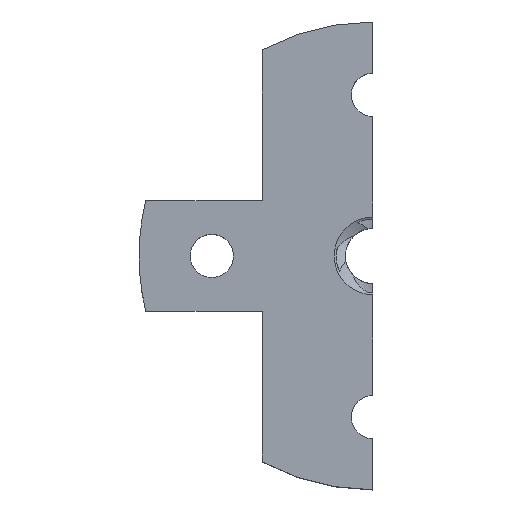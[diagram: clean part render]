
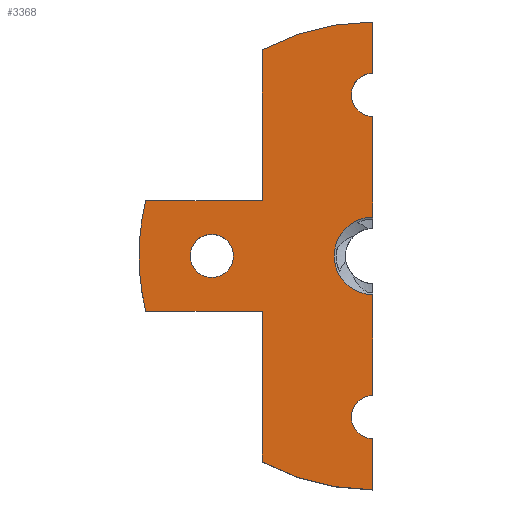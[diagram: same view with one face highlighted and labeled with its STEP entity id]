
A CAD part, top view. The second image highlights one B-rep face of the part: STEP entity #3368.
In plain terms, the highlighted planar face has unit normal (0, 0, 1).
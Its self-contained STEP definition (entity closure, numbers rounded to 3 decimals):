
#30 = EDGE_CURVE ( 'NONE', #3116, #108, #1528, .T. ) ;
#68 = CARTESIAN_POINT ( 'NONE',  ( -16.958, 0., 13.684 ) ) ;
#71 = AXIS2_PLACEMENT_3D ( 'NONE', #189, #4455, #5374 ) ;
#82 = ORIENTED_EDGE ( 'NONE', *, *, #201, .F. ) ;
#108 = VERTEX_POINT ( 'NONE', #4328 ) ;
#185 = LINE ( 'NONE', #2878, #3801 ) ;
#189 = CARTESIAN_POINT ( 'NONE',  ( 0.542, 0., 13.684 ) ) ;
#192 = AXIS2_PLACEMENT_3D ( 'NONE', #1009, #2015, #1551 ) ;
#201 = EDGE_CURVE ( 'NONE', #3116, #3696, #4872, .T. ) ;
#215 = ORIENTED_EDGE ( 'NONE', *, *, #3849, .F. ) ;
#282 = ORIENTED_EDGE ( 'NONE', *, *, #4338, .F. ) ;
#289 = ORIENTED_EDGE ( 'NONE', *, *, #4266, .F. ) ;
#343 = VERTEX_POINT ( 'NONE', #3685 ) ;
#395 = CIRCLE ( 'NONE', #5556, 2.35 ) ;
#413 = FACE_OUTER_BOUND ( 'NONE', #5698, .T. ) ;
#494 = CIRCLE ( 'NONE', #766, 2.35 ) ;
#514 = CARTESIAN_POINT ( 'NONE',  ( 0.542, 17.5, 13.684 ) ) ;
#566 = DIRECTION ( 'NONE',  ( 0., -1., 0. ) ) ;
#590 = VERTEX_POINT ( 'NONE', #2969 ) ;
#610 = CARTESIAN_POINT ( 'NONE',  ( -11.458, 22.387, 13.684 ) ) ;
#654 = VERTEX_POINT ( 'NONE', #5747 ) ;
#696 = ORIENTED_EDGE ( 'NONE', *, *, #4926, .F. ) ;
#703 = CARTESIAN_POINT ( 'NONE',  ( -16.958, 0., 13.684 ) ) ;
#748 = VECTOR ( 'NONE', #3563, 1000. ) ;
#766 = AXIS2_PLACEMENT_3D ( 'NONE', #2488, #3426, #566 ) ;
#770 = VERTEX_POINT ( 'NONE', #5896 ) ;
#778 = DIRECTION ( 'NONE',  ( -1., 0., 0. ) ) ;
#934 = CIRCLE ( 'NONE', #3660, 25.4 ) ;
#936 = DIRECTION ( 'NONE',  ( 1., 0., 0. ) ) ;
#1009 = CARTESIAN_POINT ( 'NONE',  ( 0.542, 0., 13.684 ) ) ;
#1082 = CARTESIAN_POINT ( 'NONE',  ( 0.542, -19.85, 13.684 ) ) ;
#1164 = EDGE_CURVE ( 'NONE', #654, #5859, #4871, .T. ) ;
#1165 = EDGE_CURVE ( 'NONE', #5859, #1776, #1696, .T. ) ;
#1166 = DIRECTION ( 'NONE',  ( -1., 0., 0. ) ) ;
#1269 = CARTESIAN_POINT ( 'NONE',  ( -11.458, -22.387, 13.684 ) ) ;
#1283 = CARTESIAN_POINT ( 'NONE',  ( -14.608, 0., 13.684 ) ) ;
#1324 = ORIENTED_EDGE ( 'NONE', *, *, #2645, .F. ) ;
#1384 = ORIENTED_EDGE ( 'NONE', *, *, #5425, .F. ) ;
#1528 = CIRCLE ( 'NONE', #5730, 4.212 ) ;
#1551 = DIRECTION ( 'NONE',  ( 1., 0., 0. ) ) ;
#1584 = VECTOR ( 'NONE', #2952, 1000. ) ;
#1586 = CARTESIAN_POINT ( 'NONE',  ( 0.542, 0., 13.684 ) ) ;
#1613 = EDGE_CURVE ( 'NONE', #6030, #2690, #5180, .T. ) ;
#1638 = DIRECTION ( 'NONE',  ( 1., 0., 0. ) ) ;
#1649 = DIRECTION ( 'NONE',  ( 1., 0., 0. ) ) ;
#1689 = ORIENTED_EDGE ( 'NONE', *, *, #3245, .F. ) ;
#1696 = LINE ( 'NONE', #3533, #5446 ) ;
#1752 = CARTESIAN_POINT ( 'NONE',  ( -24.858, 0., 13.684 ) ) ;
#1776 = VERTEX_POINT ( 'NONE', #5357 ) ;
#1857 = DIRECTION ( 'NONE',  ( 0., 0., 1. ) ) ;
#1887 = VECTOR ( 'NONE', #936, 1000. ) ;
#1901 = DIRECTION ( 'NONE',  ( 1., 0., 0. ) ) ;
#1991 = VERTEX_POINT ( 'NONE', #1283 ) ;
#2015 = DIRECTION ( 'NONE',  ( 0., 0., -1. ) ) ;
#2040 = CIRCLE ( 'NONE', #4187, 25.4 ) ;
#2057 = ORIENTED_EDGE ( 'NONE', *, *, #1164, .F. ) ;
#2113 = LINE ( 'NONE', #2635, #3763 ) ;
#2128 = DIRECTION ( 'NONE',  ( 0., 1., 0. ) ) ;
#2129 = CARTESIAN_POINT ( 'NONE',  ( 0.542, 0., 13.684 ) ) ;
#2143 = CARTESIAN_POINT ( 'NONE',  ( -11.458, 6., 13.684 ) ) ;
#2272 = PLANE ( 'NONE',  #5123 ) ;
#2361 = EDGE_LOOP ( 'NONE', ( #5669, #4713 ) ) ;
#2488 = CARTESIAN_POINT ( 'NONE',  ( 0.542, -17.5, 13.684 ) ) ;
#2598 = DIRECTION ( 'NONE',  ( 0., 0., -1. ) ) ;
#2624 = EDGE_CURVE ( 'NONE', #4797, #343, #5808, .T. ) ;
#2635 = CARTESIAN_POINT ( 'NONE',  ( 0.542, 38.791, 13.684 ) ) ;
#2645 = EDGE_CURVE ( 'NONE', #590, #654, #934, .T. ) ;
#2690 = VERTEX_POINT ( 'NONE', #4880 ) ;
#2701 = DIRECTION ( 'NONE',  ( 0., -1., 0. ) ) ;
#2716 = DIRECTION ( 'NONE',  ( 0., 1., 0. ) ) ;
#2878 = CARTESIAN_POINT ( 'NONE',  ( -11.458, 22.387, 13.684 ) ) ;
#2952 = DIRECTION ( 'NONE',  ( 0., -1., 0. ) ) ;
#2969 = CARTESIAN_POINT ( 'NONE',  ( 0.542, -25.4, 13.684 ) ) ;
#3018 = CIRCLE ( 'NONE', #5198, 2.35 ) ;
#3116 = VERTEX_POINT ( 'NONE', #4758 ) ;
#3245 = EDGE_CURVE ( 'NONE', #5806, #108, #5206, .T. ) ;
#3251 = VERTEX_POINT ( 'NONE', #1082 ) ;
#3318 = ORIENTED_EDGE ( 'NONE', *, *, #30, .T. ) ;
#3330 = CARTESIAN_POINT ( 'NONE',  ( 0.542, 0., 13.684 ) ) ;
#3368 = ADVANCED_FACE ( 'NONE', ( #413, #5134 ), #2272, .T. ) ;
#3388 = DIRECTION ( 'NONE',  ( 1., 0., 0. ) ) ;
#3402 = DIRECTION ( 'NONE',  ( 0., -1., 0. ) ) ;
#3415 = DIRECTION ( 'NONE',  ( 0., 1., 0. ) ) ;
#3426 = DIRECTION ( 'NONE',  ( 0., 0., 1. ) ) ;
#3504 = DIRECTION ( 'NONE',  ( 0., 0., -1. ) ) ;
#3533 = CARTESIAN_POINT ( 'NONE',  ( -11.458, -6., 13.684 ) ) ;
#3563 = DIRECTION ( 'NONE',  ( 0., -1., 0. ) ) ;
#3620 = CARTESIAN_POINT ( 'NONE',  ( -11.458, -6., 13.684 ) ) ;
#3653 = CARTESIAN_POINT ( 'NONE',  ( 0.542, 38.791, 13.684 ) ) ;
#3654 = DIRECTION ( 'NONE',  ( -1., 0., 0. ) ) ;
#3660 = AXIS2_PLACEMENT_3D ( 'NONE', #1586, #2598, #1649 ) ;
#3685 = CARTESIAN_POINT ( 'NONE',  ( -24.139, 6., 13.684 ) ) ;
#3696 = VERTEX_POINT ( 'NONE', #4286 ) ;
#3717 = CARTESIAN_POINT ( 'NONE',  ( 0.542, 25.4, 13.684 ) ) ;
#3749 = DIRECTION ( 'NONE',  ( 0., 0., 1. ) ) ;
#3763 = VECTOR ( 'NONE', #2701, 1000. ) ;
#3796 = VERTEX_POINT ( 'NONE', #2143 ) ;
#3801 = VECTOR ( 'NONE', #3415, 1000. ) ;
#3832 = CARTESIAN_POINT ( 'NONE',  ( 0.542, 38.791, 13.684 ) ) ;
#3849 = EDGE_CURVE ( 'NONE', #3251, #590, #2113, .T. ) ;
#3859 = ORIENTED_EDGE ( 'NONE', *, *, #1165, .F. ) ;
#4076 = EDGE_CURVE ( 'NONE', #770, #1991, #4866, .T. ) ;
#4088 = AXIS2_PLACEMENT_3D ( 'NONE', #703, #5811, #1166 ) ;
#4100 = ORIENTED_EDGE ( 'NONE', *, *, #5497, .F. ) ;
#4187 = AXIS2_PLACEMENT_3D ( 'NONE', #3330, #5189, #3388 ) ;
#4220 = DIRECTION ( 'NONE',  ( 0., 0., 1. ) ) ;
#4266 = EDGE_CURVE ( 'NONE', #1776, #4797, #2040, .T. ) ;
#4286 = CARTESIAN_POINT ( 'NONE',  ( 0.542, -15.15, 13.684 ) ) ;
#4292 = CARTESIAN_POINT ( 'NONE',  ( 0.542, 38.791, 13.684 ) ) ;
#4312 = VERTEX_POINT ( 'NONE', #610 ) ;
#4328 = CARTESIAN_POINT ( 'NONE',  ( 0.542, 4.212, 13.684 ) ) ;
#4336 = EDGE_CURVE ( 'NONE', #4312, #6030, #5745, .T. ) ;
#4338 = EDGE_CURVE ( 'NONE', #3796, #4312, #185, .T. ) ;
#4455 = DIRECTION ( 'NONE',  ( 0., 0., -1. ) ) ;
#4522 = EDGE_CURVE ( 'NONE', #1991, #770, #395, .T. ) ;
#4537 = CARTESIAN_POINT ( 'NONE',  ( 0.542, 15.15, 13.684 ) ) ;
#4713 = ORIENTED_EDGE ( 'NONE', *, *, #4076, .F. ) ;
#4758 = CARTESIAN_POINT ( 'NONE',  ( 0.542, -4.212, 13.684 ) ) ;
#4797 = VERTEX_POINT ( 'NONE', #1752 ) ;
#4866 = CIRCLE ( 'NONE', #4088, 2.35 ) ;
#4871 = LINE ( 'NONE', #1269, #5516 ) ;
#4872 = LINE ( 'NONE', #3653, #748 ) ;
#4880 = CARTESIAN_POINT ( 'NONE',  ( 0.542, 19.85, 13.684 ) ) ;
#4926 = EDGE_CURVE ( 'NONE', #3696, #3251, #494, .T. ) ;
#5054 = LINE ( 'NONE', #5115, #1887 ) ;
#5077 = ORIENTED_EDGE ( 'NONE', *, *, #2624, .F. ) ;
#5115 = CARTESIAN_POINT ( 'NONE',  ( -11.458, 6., 13.684 ) ) ;
#5123 = AXIS2_PLACEMENT_3D ( 'NONE', #5602, #4220, #1901 ) ;
#5134 = FACE_BOUND ( 'NONE', #2361, .T. ) ;
#5180 = LINE ( 'NONE', #4292, #1584 ) ;
#5189 = DIRECTION ( 'NONE',  ( 0., 0., -1. ) ) ;
#5198 = AXIS2_PLACEMENT_3D ( 'NONE', #514, #3749, #2716 ) ;
#5206 = LINE ( 'NONE', #3832, #5519 ) ;
#5357 = CARTESIAN_POINT ( 'NONE',  ( -24.139, -6., 13.684 ) ) ;
#5374 = DIRECTION ( 'NONE',  ( 1., 0., 0. ) ) ;
#5425 = EDGE_CURVE ( 'NONE', #2690, #5806, #3018, .T. ) ;
#5446 = VECTOR ( 'NONE', #778, 1000. ) ;
#5497 = EDGE_CURVE ( 'NONE', #343, #3796, #5054, .T. ) ;
#5516 = VECTOR ( 'NONE', #2128, 1000. ) ;
#5519 = VECTOR ( 'NONE', #3402, 1000. ) ;
#5556 = AXIS2_PLACEMENT_3D ( 'NONE', #68, #1857, #3654 ) ;
#5557 = ORIENTED_EDGE ( 'NONE', *, *, #1613, .F. ) ;
#5602 = CARTESIAN_POINT ( 'NONE',  ( 0.542, 0., 13.684 ) ) ;
#5669 = ORIENTED_EDGE ( 'NONE', *, *, #4522, .F. ) ;
#5698 = EDGE_LOOP ( 'NONE', ( #5557, #5892, #282, #4100, #5077, #289, #3859, #2057, #1324, #215, #696, #82, #3318, #1689, #1384 ) ) ;
#5730 = AXIS2_PLACEMENT_3D ( 'NONE', #2129, #3504, #1638 ) ;
#5745 = CIRCLE ( 'NONE', #192, 25.4 ) ;
#5747 = CARTESIAN_POINT ( 'NONE',  ( -11.458, -22.387, 13.684 ) ) ;
#5806 = VERTEX_POINT ( 'NONE', #4537 ) ;
#5808 = CIRCLE ( 'NONE', #71, 25.4 ) ;
#5811 = DIRECTION ( 'NONE',  ( 0., 0., 1. ) ) ;
#5859 = VERTEX_POINT ( 'NONE', #3620 ) ;
#5892 = ORIENTED_EDGE ( 'NONE', *, *, #4336, .F. ) ;
#5896 = CARTESIAN_POINT ( 'NONE',  ( -19.308, 0., 13.684 ) ) ;
#6030 = VERTEX_POINT ( 'NONE', #3717 ) ;
